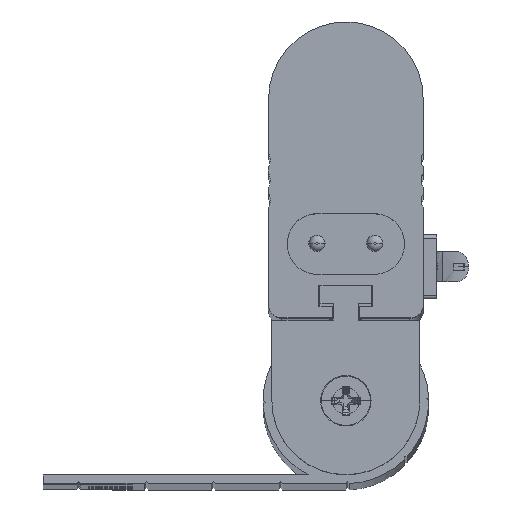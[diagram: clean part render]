
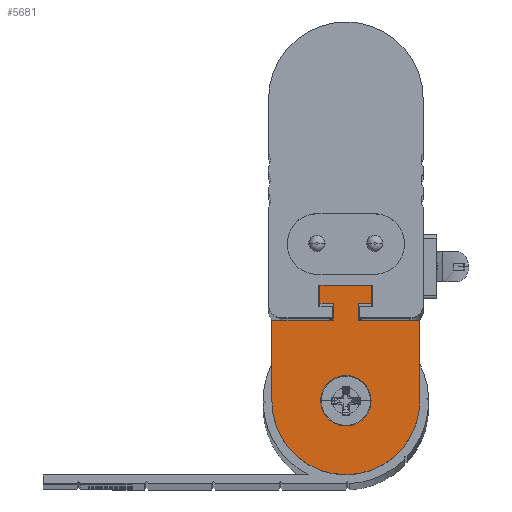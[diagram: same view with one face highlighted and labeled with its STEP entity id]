
A CAD part, top view. The second image highlights one B-rep face of the part: STEP entity #5681.
In plain terms, the highlighted face is planar.
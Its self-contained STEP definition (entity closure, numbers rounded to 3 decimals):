
#5437 = AXIS2_PLACEMENT_3D ( 'NONE', #14930, #14937, #14938 ) ;
#5681 = ADVANCED_FACE ( 'NONE', ( #14934, #14927 ), #14935, .F. ) ;
#6761 = EDGE_CURVE ( 'NONE', #7222, #7224, #19468, .T. ) ;
#6763 = EDGE_CURVE ( 'NONE', #7217, #7223, #19467, .T. ) ;
#6767 = EDGE_CURVE ( 'NONE', #7223, #7225, #21290, .T. ) ;
#6770 = EDGE_CURVE ( 'NONE', #7225, #7228, #21299, .T. ) ;
#6773 = EDGE_CURVE ( 'NONE', #7228, #7219, #21308, .T. ) ;
#6776 = EDGE_CURVE ( 'NONE', #7219, #7229, #21317, .T. ) ;
#6779 = EDGE_CURVE ( 'NONE', #7229, #7230, #21326, .T. ) ;
#6782 = EDGE_CURVE ( 'NONE', #7230, #7232, #21335, .T. ) ;
#6785 = EDGE_CURVE ( 'NONE', #7232, #7234, #21344, .T. ) ;
#6788 = EDGE_CURVE ( 'NONE', #7234, #7236, #21353, .T. ) ;
#6791 = EDGE_CURVE ( 'NONE', #7236, #7238, #21362, .T. ) ;
#6794 = EDGE_CURVE ( 'NONE', #7238, #7240, #21371, .T. ) ;
#6797 = EDGE_CURVE ( 'NONE', #7240, #7217, #21379, .T. ) ;
#6803 = EDGE_CURVE ( 'NONE', #7224, #7222, #19512, .T. ) ;
#7217 = VERTEX_POINT ( 'NONE', #22553 ) ;
#7219 = VERTEX_POINT ( 'NONE', #22555 ) ;
#7222 = VERTEX_POINT ( 'NONE', #22558 ) ;
#7223 = VERTEX_POINT ( 'NONE', #22559 ) ;
#7224 = VERTEX_POINT ( 'NONE', #22560 ) ;
#7225 = VERTEX_POINT ( 'NONE', #22561 ) ;
#7228 = VERTEX_POINT ( 'NONE', #22564 ) ;
#7229 = VERTEX_POINT ( 'NONE', #22565 ) ;
#7230 = VERTEX_POINT ( 'NONE', #22566 ) ;
#7232 = VERTEX_POINT ( 'NONE', #22568 ) ;
#7234 = VERTEX_POINT ( 'NONE', #22570 ) ;
#7236 = VERTEX_POINT ( 'NONE', #22572 ) ;
#7238 = VERTEX_POINT ( 'NONE', #22574 ) ;
#7240 = VERTEX_POINT ( 'NONE', #22576 ) ;
#9141 = EDGE_LOOP ( 'NONE', ( #11974, #11976 ) ) ;
#9145 = EDGE_LOOP ( 'NONE', ( #11978, #11980, #11981, #11983, #11985, #11987, #11988, #11990, #11992, #11994, #11995, #11997 ) ) ;
#11974 = ORIENTED_EDGE ( 'NONE', *, *, #6803, .F. ) ;
#11976 = ORIENTED_EDGE ( 'NONE', *, *, #6761, .F. ) ;
#11978 = ORIENTED_EDGE ( 'NONE', *, *, #6763, .F. ) ;
#11980 = ORIENTED_EDGE ( 'NONE', *, *, #6797, .F. ) ;
#11981 = ORIENTED_EDGE ( 'NONE', *, *, #6794, .F. ) ;
#11983 = ORIENTED_EDGE ( 'NONE', *, *, #6791, .F. ) ;
#11985 = ORIENTED_EDGE ( 'NONE', *, *, #6788, .F. ) ;
#11987 = ORIENTED_EDGE ( 'NONE', *, *, #6785, .F. ) ;
#11988 = ORIENTED_EDGE ( 'NONE', *, *, #6782, .F. ) ;
#11990 = ORIENTED_EDGE ( 'NONE', *, *, #6779, .F. ) ;
#11992 = ORIENTED_EDGE ( 'NONE', *, *, #6776, .F. ) ;
#11994 = ORIENTED_EDGE ( 'NONE', *, *, #6773, .F. ) ;
#11995 = ORIENTED_EDGE ( 'NONE', *, *, #6770, .F. ) ;
#11997 = ORIENTED_EDGE ( 'NONE', *, *, #6767, .F. ) ;
#14927 = FACE_OUTER_BOUND ( 'NONE', #9145, .T. ) ;
#14930 = CARTESIAN_POINT ( 'NONE',  ( 0., 0., 0. ) ) ;
#14934 = FACE_BOUND ( 'NONE', #9141, .T. ) ;
#14935 = PLANE ( 'NONE',  #5437 ) ;
#14937 = DIRECTION ( 'NONE',  ( 0., 0., 1. ) ) ;
#14938 = DIRECTION ( 'NONE',  ( 1., 0., 0. ) ) ;
#19467 = CIRCLE ( 'NONE', #19473, 11. ) ;
#19468 = CIRCLE ( 'NONE', #19470, 3.75 ) ;
#19470 = AXIS2_PLACEMENT_3D ( 'NONE', #21272, #21273, #21274 ) ;
#19473 = AXIS2_PLACEMENT_3D ( 'NONE', #21278, #21279, #21280 ) ;
#19477 = VECTOR ( 'NONE', #21292, 1000. ) ;
#19480 = VECTOR ( 'NONE', #21301, 1000. ) ;
#19483 = VECTOR ( 'NONE', #21310, 1000. ) ;
#19486 = VECTOR ( 'NONE', #21319, 1000. ) ;
#19489 = VECTOR ( 'NONE', #21328, 1000. ) ;
#19492 = VECTOR ( 'NONE', #21337, 1000. ) ;
#19495 = VECTOR ( 'NONE', #21346, 1000. ) ;
#19498 = VECTOR ( 'NONE', #21355, 1000. ) ;
#19501 = VECTOR ( 'NONE', #21364, 1000. ) ;
#19504 = VECTOR ( 'NONE', #21373, 1000. ) ;
#19507 = VECTOR ( 'NONE', #21381, 1000. ) ;
#19512 = CIRCLE ( 'NONE', #19516, 3.75 ) ;
#19516 = AXIS2_PLACEMENT_3D ( 'NONE', #21400, #21401, #21402 ) ;
#21272 = CARTESIAN_POINT ( 'NONE',  ( 0., 0., 0. ) ) ;
#21273 = DIRECTION ( 'NONE',  ( 0., 0., -1. ) ) ;
#21274 = DIRECTION ( 'NONE',  ( -1., 0., 0. ) ) ;
#21278 = CARTESIAN_POINT ( 'NONE',  ( 0., 0., 0. ) ) ;
#21279 = DIRECTION ( 'NONE',  ( 0., 0., 1. ) ) ;
#21280 = DIRECTION ( 'NONE',  ( 1., 0., 0. ) ) ;
#21290 = LINE ( 'NONE', #21291, #19477 ) ;
#21291 = CARTESIAN_POINT ( 'NONE',  ( -11., 0., 0. ) ) ;
#21292 = DIRECTION ( 'NONE',  ( 0., -1., 0. ) ) ;
#21299 = LINE ( 'NONE', #21300, #19480 ) ;
#21300 = CARTESIAN_POINT ( 'NONE',  ( -11., -12., 0. ) ) ;
#21301 = DIRECTION ( 'NONE',  ( 1., 0., 0. ) ) ;
#21308 = LINE ( 'NONE', #21309, #19483 ) ;
#21309 = CARTESIAN_POINT ( 'NONE',  ( -1.85, -12., 0. ) ) ;
#21310 = DIRECTION ( 'NONE',  ( 0., -1., 0. ) ) ;
#21317 = LINE ( 'NONE', #21318, #19486 ) ;
#21318 = CARTESIAN_POINT ( 'NONE',  ( -1.85, -14.5, 0. ) ) ;
#21319 = DIRECTION ( 'NONE',  ( -1., 0., 0. ) ) ;
#21326 = LINE ( 'NONE', #21327, #19489 ) ;
#21327 = CARTESIAN_POINT ( 'NONE',  ( -3.85, -14.5, 0. ) ) ;
#21328 = DIRECTION ( 'NONE',  ( 0., -1., 0. ) ) ;
#21335 = LINE ( 'NONE', #21336, #19492 ) ;
#21336 = CARTESIAN_POINT ( 'NONE',  ( -3.85, -17.2, 0. ) ) ;
#21337 = DIRECTION ( 'NONE',  ( 1., 0., 0. ) ) ;
#21344 = LINE ( 'NONE', #21345, #19495 ) ;
#21345 = CARTESIAN_POINT ( 'NONE',  ( 3.85, -14.5, 0. ) ) ;
#21346 = DIRECTION ( 'NONE',  ( 0., 1., 0. ) ) ;
#21353 = LINE ( 'NONE', #21354, #19498 ) ;
#21354 = CARTESIAN_POINT ( 'NONE',  ( 1.85, -14.5, 0. ) ) ;
#21355 = DIRECTION ( 'NONE',  ( -1., 0., 0. ) ) ;
#21362 = LINE ( 'NONE', #21363, #19501 ) ;
#21363 = CARTESIAN_POINT ( 'NONE',  ( 1.85, -12., 0. ) ) ;
#21364 = DIRECTION ( 'NONE',  ( 0., 1., 0. ) ) ;
#21371 = LINE ( 'NONE', #21372, #19504 ) ;
#21372 = CARTESIAN_POINT ( 'NONE',  ( 11., -12., 0. ) ) ;
#21373 = DIRECTION ( 'NONE',  ( 1., 0., 0. ) ) ;
#21379 = LINE ( 'NONE', #21380, #19507 ) ;
#21380 = CARTESIAN_POINT ( 'NONE',  ( 11., 0., 0. ) ) ;
#21381 = DIRECTION ( 'NONE',  ( 0., 1., 0. ) ) ;
#21400 = CARTESIAN_POINT ( 'NONE',  ( 0., 0., 0. ) ) ;
#21401 = DIRECTION ( 'NONE',  ( 0., 0., -1. ) ) ;
#21402 = DIRECTION ( 'NONE',  ( -1., 0., 0. ) ) ;
#22553 = CARTESIAN_POINT ( 'NONE',  ( 11., 0., 0. ) ) ;
#22555 = CARTESIAN_POINT ( 'NONE',  ( -1.85, -14.5, 0. ) ) ;
#22558 = CARTESIAN_POINT ( 'NONE',  ( 3.75, 0., 0. ) ) ;
#22559 = CARTESIAN_POINT ( 'NONE',  ( -11., 0., 0. ) ) ;
#22560 = CARTESIAN_POINT ( 'NONE',  ( -3.75, 0., 0. ) ) ;
#22561 = CARTESIAN_POINT ( 'NONE',  ( -11., -12., 0. ) ) ;
#22564 = CARTESIAN_POINT ( 'NONE',  ( -1.85, -12., 0. ) ) ;
#22565 = CARTESIAN_POINT ( 'NONE',  ( -3.85, -14.5, 0. ) ) ;
#22566 = CARTESIAN_POINT ( 'NONE',  ( -3.85, -17.2, 0. ) ) ;
#22568 = CARTESIAN_POINT ( 'NONE',  ( 3.85, -17.2, 0. ) ) ;
#22570 = CARTESIAN_POINT ( 'NONE',  ( 3.85, -14.5, 0. ) ) ;
#22572 = CARTESIAN_POINT ( 'NONE',  ( 1.85, -14.5, 0. ) ) ;
#22574 = CARTESIAN_POINT ( 'NONE',  ( 1.85, -12., 0. ) ) ;
#22576 = CARTESIAN_POINT ( 'NONE',  ( 11., -12., 0. ) ) ;
